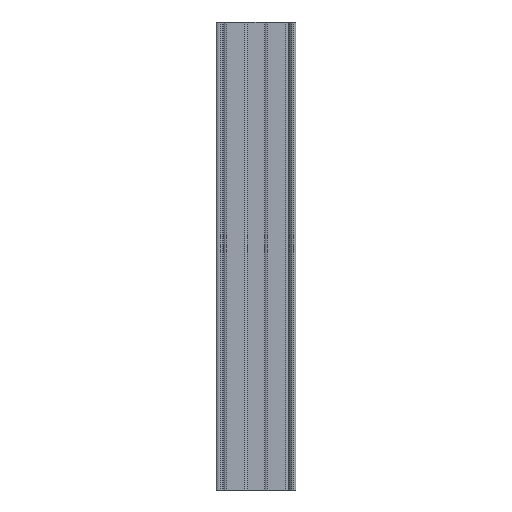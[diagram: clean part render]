
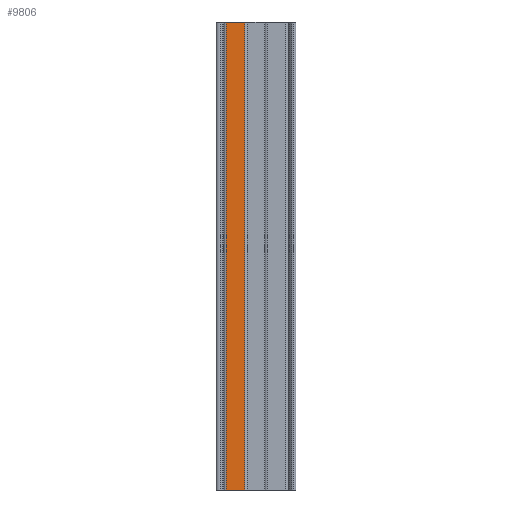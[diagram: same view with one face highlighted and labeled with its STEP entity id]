
A CAD part, left-side view. The second image highlights one B-rep face of the part: STEP entity #9806.
In plain terms, the highlighted planar face has unit normal (-1, 0, 0).
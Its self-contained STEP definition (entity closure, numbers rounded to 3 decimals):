
#7 = VECTOR ( 'NONE', #2689, 1000. ) ;
#137 = VECTOR ( 'NONE', #1018, 1000. ) ;
#224 = LINE ( 'NONE', #3499, #8305 ) ;
#434 = DIRECTION ( 'NONE',  ( 0., 1., 0. ) ) ;
#902 = CARTESIAN_POINT ( 'NONE',  ( -22.5, 13.086, -36. ) ) ;
#936 = EDGE_CURVE ( 'NONE', #7237, #1145, #4461, .T. ) ;
#1000 = PLANE ( 'NONE',  #1639 ) ;
#1018 = DIRECTION ( 'NONE',  ( 0., -1., 0. ) ) ;
#1030 = DIRECTION ( 'NONE',  ( 1., 0., 0. ) ) ;
#1145 = VERTEX_POINT ( 'NONE', #9394 ) ;
#1544 = ORIENTED_EDGE ( 'NONE', *, *, #5096, .F. ) ;
#1633 = CARTESIAN_POINT ( 'NONE',  ( -22.5, 9.6, 16. ) ) ;
#1639 = AXIS2_PLACEMENT_3D ( 'NONE', #1760, #1030, #7077 ) ;
#1760 = CARTESIAN_POINT ( 'NONE',  ( -22.5, 15., 16. ) ) ;
#2426 = CARTESIAN_POINT ( 'NONE',  ( -22.5, 14.293, 52. ) ) ;
#2689 = DIRECTION ( 'NONE',  ( 0., 0., -1. ) ) ;
#3027 = ORIENTED_EDGE ( 'NONE', *, *, #936, .T. ) ;
#3395 = VERTEX_POINT ( 'NONE', #3851 ) ;
#3499 = CARTESIAN_POINT ( 'NONE',  ( -22.5, 9.1, -36. ) ) ;
#3658 = ORIENTED_EDGE ( 'NONE', *, *, #6882, .T. ) ;
#3851 = CARTESIAN_POINT ( 'NONE',  ( -22.5, 13.086, 52. ) ) ;
#4108 = FACE_OUTER_BOUND ( 'NONE', #4930, .T. ) ;
#4461 = LINE ( 'NONE', #1633, #8492 ) ;
#4574 = CARTESIAN_POINT ( 'NONE',  ( -22.5, 9.6, -36. ) ) ;
#4930 = EDGE_LOOP ( 'NONE', ( #1544, #3027, #6444, #3658 ) ) ;
#5096 = EDGE_CURVE ( 'NONE', #7237, #9676, #224, .T. ) ;
#6357 = EDGE_CURVE ( 'NONE', #3395, #1145, #7029, .T. ) ;
#6444 = ORIENTED_EDGE ( 'NONE', *, *, #6357, .F. ) ;
#6880 = DIRECTION ( 'NONE',  ( 0., 0., 1. ) ) ;
#6882 = EDGE_CURVE ( 'NONE', #3395, #9676, #8543, .T. ) ;
#7029 = LINE ( 'NONE', #2426, #137 ) ;
#7077 = DIRECTION ( 'NONE',  ( 0., 1., 0. ) ) ;
#7237 = VERTEX_POINT ( 'NONE', #4574 ) ;
#8305 = VECTOR ( 'NONE', #434, 1000. ) ;
#8492 = VECTOR ( 'NONE', #6880, 1000. ) ;
#8543 = LINE ( 'NONE', #8691, #7 ) ;
#8691 = CARTESIAN_POINT ( 'NONE',  ( -22.5, 13.086, 16. ) ) ;
#9394 = CARTESIAN_POINT ( 'NONE',  ( -22.5, 9.6, 52. ) ) ;
#9676 = VERTEX_POINT ( 'NONE', #902 ) ;
#9806 = ADVANCED_FACE ( 'NONE', ( #4108 ), #1000, .F. ) ;
